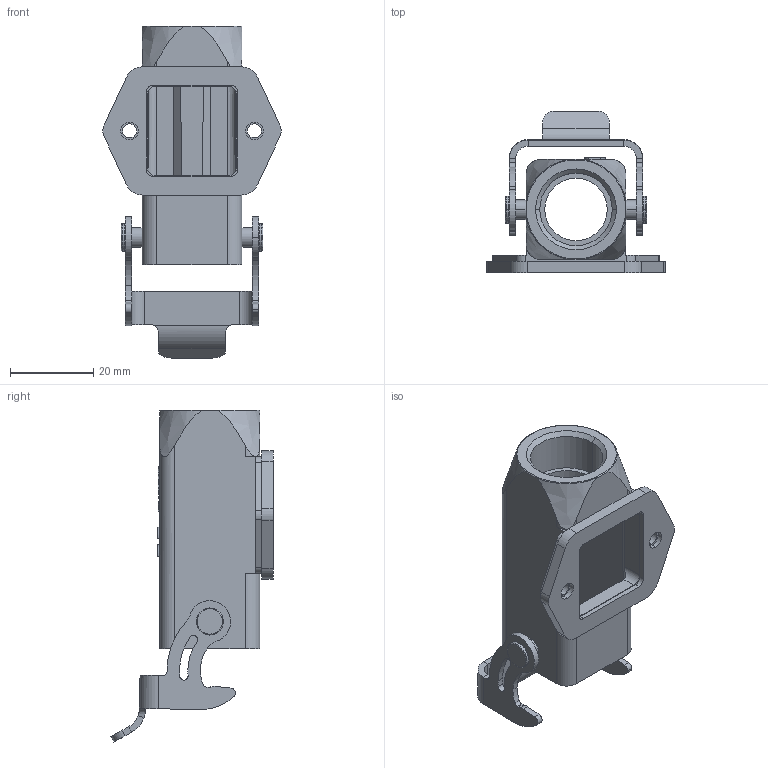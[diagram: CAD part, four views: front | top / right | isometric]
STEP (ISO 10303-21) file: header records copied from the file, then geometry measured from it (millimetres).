
FILE_DESCRIPTION((''),'2;1');
FILE_NAME('PRT0006','2024-01-02T',('lj.zou'),(''),'PRO/ENGINEER BY PARAMETRIC TECHNOLOGY CORPORATION, 2012480','PRO/ENGINEER BY PARAMETRIC TECHNOLOGY CORPORATION, 2012480','');
FILE_SCHEMA(('CONFIG_CONTROL_DESIGN'));
Length unit declared in the file: millimetre
Products named in the file (1): PRT0006
Bounding box: 42.77 x 38.95 x 79.75 mm (x, y, z)
Volume: 13133.7 mm3; surface area: 13914.7 mm2
Topology: 1 solids, 1 shells, 314 faces, 844 edges, 550 vertices
Faces by surface type: plane 140, cylinder 132, cone 24, torus 12, bspline 6
Entity records: 10396 total; most frequent: CARTESIAN_POINT 2334, DIRECTION 1690, ORIENTED_EDGE 1680, EDGE_CURVE 840, AXIS2_PLACEMENT_3D 606, VERTEX_POINT 550, VECTOR 478, LINE 478
